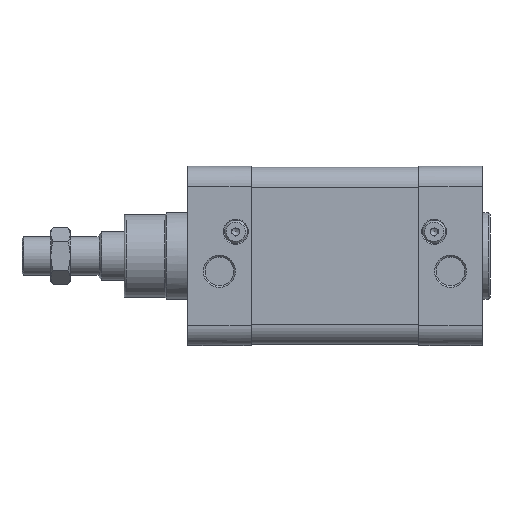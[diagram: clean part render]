
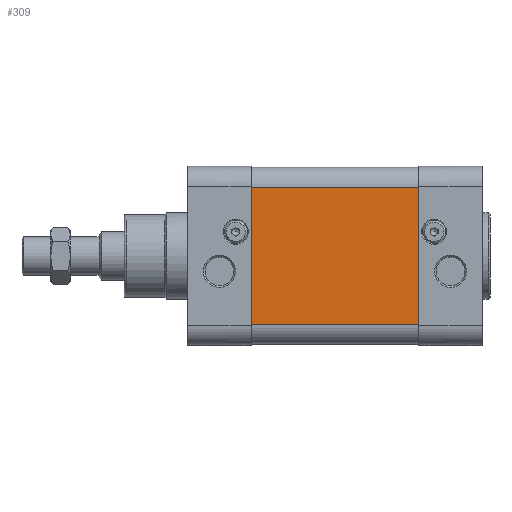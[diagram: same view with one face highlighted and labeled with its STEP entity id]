
A CAD part, top view. The second image highlights one B-rep face of the part: STEP entity #309.
In plain terms, the highlighted planar face has unit normal (0, 0, 1).
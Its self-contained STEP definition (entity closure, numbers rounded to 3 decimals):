
#309 = ADVANCED_FACE( '', ( #1074 ), #1075, .F. );
#1074 = FACE_OUTER_BOUND( '', #2448, .T. );
#1075 = PLANE( '', #2449 );
#2448 = EDGE_LOOP( '', ( #4682, #4683, #4684, #4685 ) );
#2449 = AXIS2_PLACEMENT_3D( '', #4686, #4687, #4688 );
#4682 = ORIENTED_EDGE( '', *, *, #9347, .T. );
#4683 = ORIENTED_EDGE( '', *, *, #9346, .F. );
#4684 = ORIENTED_EDGE( '', *, *, #9348, .F. );
#4685 = ORIENTED_EDGE( '', *, *, #9349, .T. );
#4686 = CARTESIAN_POINT( '', ( 120., 35.5, 46. ) );
#4687 = DIRECTION( '', ( 0., 0., -1. ) );
#4688 = DIRECTION( '', ( -1., 0., 0. ) );
#9346 = EDGE_CURVE( '', #11539, #11537, #11541, .T. );
#9347 = EDGE_CURVE( '', #11542, #11537, #11543, .T. );
#9348 = EDGE_CURVE( '', #11544, #11539, #11545, .T. );
#9349 = EDGE_CURVE( '', #11544, #11542, #11546, .T. );
#11537 = VERTEX_POINT( '', #14716 );
#11539 = VERTEX_POINT( '', #14718 );
#11541 = LINE( '', #14720, #14721 );
#11542 = VERTEX_POINT( '', #14722 );
#11543 = LINE( '', #14723, #14724 );
#11544 = VERTEX_POINT( '', #14725 );
#11545 = LINE( '', #14726, #14727 );
#11546 = LINE( '', #14728, #14729 );
#14716 = CARTESIAN_POINT( '', ( 33., -35.5, 46. ) );
#14718 = CARTESIAN_POINT( '', ( 120., -35.5, 46. ) );
#14720 = CARTESIAN_POINT( '', ( 120., -35.5, 46. ) );
#14721 = VECTOR( '', #18977, 1000. );
#14722 = CARTESIAN_POINT( '', ( 33., 35.5, 46. ) );
#14723 = CARTESIAN_POINT( '', ( 33., 35.5, 46. ) );
#14724 = VECTOR( '', #18978, 1000. );
#14725 = CARTESIAN_POINT( '', ( 120., 35.5, 46. ) );
#14726 = CARTESIAN_POINT( '', ( 120., 35.5, 46. ) );
#14727 = VECTOR( '', #18979, 1000. );
#14728 = CARTESIAN_POINT( '', ( 120., 35.5, 46. ) );
#14729 = VECTOR( '', #18980, 1000. );
#18977 = DIRECTION( '', ( -1., 0., 0. ) );
#18978 = DIRECTION( '', ( 0., -1., 0. ) );
#18979 = DIRECTION( '', ( 0., -1., 0. ) );
#18980 = DIRECTION( '', ( -1., 0., 0. ) );
